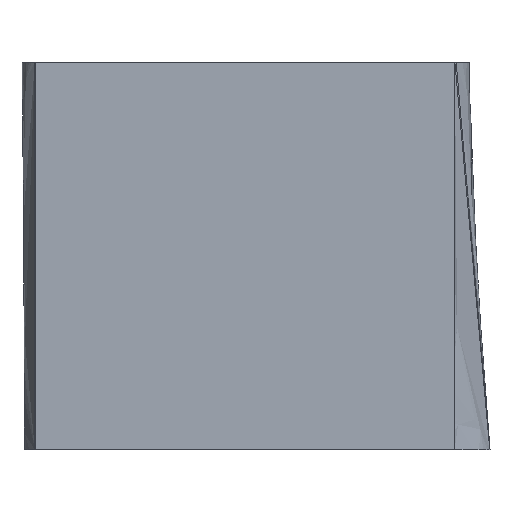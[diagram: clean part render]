
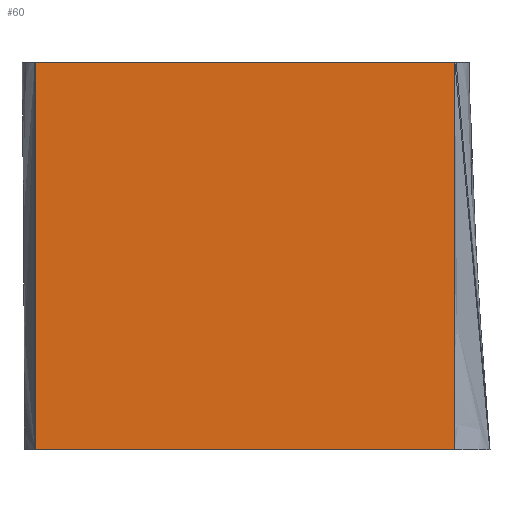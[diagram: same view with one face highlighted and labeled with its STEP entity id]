
A CAD part, left-side view. The second image highlights one B-rep face of the part: STEP entity #60.
In plain terms, the highlighted planar face has unit normal (-1, 0, 0).
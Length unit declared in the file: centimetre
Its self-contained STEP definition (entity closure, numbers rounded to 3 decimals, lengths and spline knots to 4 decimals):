
#60=ADVANCED_FACE($,(#104),#578,.T.);
#104=FACE_OUTER_BOUND($,#148,.T.);
#148=EDGE_LOOP($,(#329,#330,#331,#332));
#329=ORIENTED_EDGE($,*,*,#454,.T.);
#330=ORIENTED_EDGE($,*,*,#455,.T.);
#331=ORIENTED_EDGE($,*,*,#456,.T.);
#332=ORIENTED_EDGE($,*,*,#457,.T.);
#454=EDGE_CURVE($,#532,#533,#685,.T.);
#455=EDGE_CURVE($,#533,#534,#686,.T.);
#456=EDGE_CURVE($,#534,#535,#687,.T.);
#457=EDGE_CURVE($,#535,#532,#688,.T.);
#532=VERTEX_POINT($,#1918);
#533=VERTEX_POINT($,#1919);
#534=VERTEX_POINT($,#1920);
#535=VERTEX_POINT($,#1921);
#578=PLANE($,#790);
#685=B_SPLINE_CURVE_WITH_KNOTS($,1,(#1888,#1889),.UNSPECIFIED.,.F.,.F.,(2,
2),(-238.,0.),.UNSPECIFIED.);
#686=B_SPLINE_CURVE_WITH_KNOTS($,1,(#1890,#1891),.UNSPECIFIED.,.F.,.F.,(2,
2),(-220.,0.),.UNSPECIFIED.);
#687=B_SPLINE_CURVE_WITH_KNOTS($,1,(#1892,#1893),.UNSPECIFIED.,.F.,.F.,(2,
2),(-238.,0.),.UNSPECIFIED.);
#688=B_SPLINE_CURVE_WITH_KNOTS($,1,(#1894,#1895),.UNSPECIFIED.,.F.,.F.,(2,
2),(-220.,0.),.UNSPECIFIED.);
#790=AXIS2_PLACEMENT_3D($,#1912,#805,$);
#805=DIRECTION($,(-1.,0.,0.));
#1888=CARTESIAN_POINT($,(0.,119.,-110.));
#1889=CARTESIAN_POINT($,(0.,-119.,-110.));
#1890=CARTESIAN_POINT($,(0.,-119.,-110.));
#1891=CARTESIAN_POINT($,(0.,-119.,110.));
#1892=CARTESIAN_POINT($,(0.,-119.,110.));
#1893=CARTESIAN_POINT($,(0.,119.,110.));
#1894=CARTESIAN_POINT($,(0.,119.,110.));
#1895=CARTESIAN_POINT($,(0.,119.,-110.));
#1912=CARTESIAN_POINT($,(0.,-119.,-110.));
#1918=CARTESIAN_POINT($,(0.,119.,-110.));
#1919=CARTESIAN_POINT($,(0.,-119.,-110.));
#1920=CARTESIAN_POINT($,(0.,-119.,110.));
#1921=CARTESIAN_POINT($,(0.,119.,110.));
